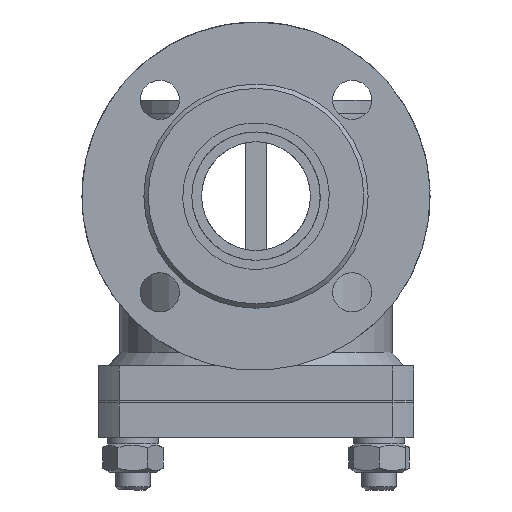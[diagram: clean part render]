
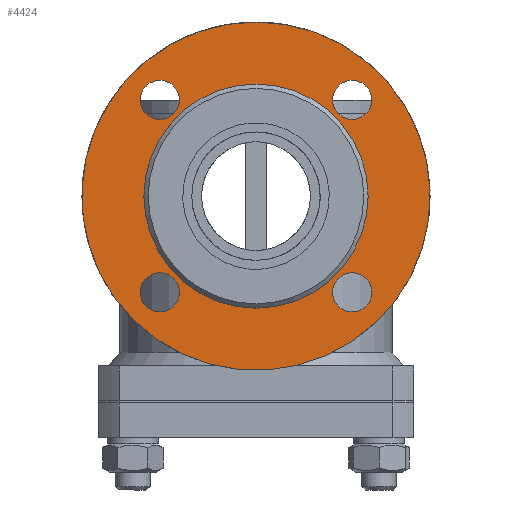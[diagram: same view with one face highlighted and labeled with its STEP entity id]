
A CAD part, left-side view. The second image highlights one B-rep face of the part: STEP entity #4424.
In plain terms, the highlighted face is planar.
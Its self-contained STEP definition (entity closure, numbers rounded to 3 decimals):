
#4258=CARTESIAN_POINT('',(-54.473,23.669,6.5));
#4259=VERTEX_POINT('',#4258);
#4260=CARTESIAN_POINT('',(-56.615,32.41,6.5));
#4261=DIRECTION('',(0.,0.,1.0));
#4262=DIRECTION('',(-0.238,0.971,0.));
#4263=AXIS2_PLACEMENT_3D('',#4260,#4261,#4262);
#4264=CIRCLE('',#4263,9.0);
#4265=EDGE_CURVE('',#4259,#4259,#4264,.T.);
#4286=CARTESIAN_POINT('',(20.494,51.299,6.5));
#4287=VERTEX_POINT('',#4286);
#4288=CARTESIAN_POINT('',(29.236,53.44,6.5));
#4289=DIRECTION('',(0.,0.,1.0));
#4290=DIRECTION('',(0.971,0.238,0.));
#4291=AXIS2_PLACEMENT_3D('',#4288,#4289,#4290);
#4292=CIRCLE('',#4291,9.0);
#4293=EDGE_CURVE('',#4287,#4287,#4292,.T.);
#4314=CARTESIAN_POINT('',(48.124,-23.669,6.5));
#4315=VERTEX_POINT('',#4314);
#4316=CARTESIAN_POINT('',(50.265,-32.41,6.5));
#4317=DIRECTION('',(0.,0.,1.0));
#4318=DIRECTION('',(0.238,-0.971,0.));
#4319=AXIS2_PLACEMENT_3D('',#4316,#4317,#4318);
#4320=CIRCLE('',#4319,9.0);
#4321=EDGE_CURVE('',#4315,#4315,#4320,.T.);
#4342=CARTESIAN_POINT('',(-26.843,-51.299,6.5));
#4343=VERTEX_POINT('',#4342);
#4344=CARTESIAN_POINT('',(-35.585,-53.44,6.5));
#4345=DIRECTION('',(0.,0.,1.0));
#4346=DIRECTION('',(-0.971,-0.238,0.));
#4347=AXIS2_PLACEMENT_3D('',#4344,#4345,#4346);
#4348=CIRCLE('',#4347,9.);
#4349=EDGE_CURVE('',#4343,#4343,#4348,.T.);
#4370=CARTESIAN_POINT('',(-53.196,-12.253,6.5));
#4371=VERTEX_POINT('',#4370);
#4372=CARTESIAN_POINT('',(-3.175,0.,6.5));
#4373=DIRECTION('',(0.,0.,-1.0));
#4374=DIRECTION('',(-0.971,-0.238,0.));
#4375=AXIS2_PLACEMENT_3D('',#4372,#4373,#4374);
#4376=CIRCLE('',#4375,51.5);
#4377=EDGE_CURVE('',#4371,#4371,#4376,.T.);
#4393=CARTESIAN_POINT('',(-67.037,-15.643,6.5));
#4394=DIRECTION('',(0.0,0.0,1.0));
#4395=DIRECTION('',(-0.971,-0.238,0.0));
#4396=AXIS2_PLACEMENT_3D('',#4393,#4394,#4395);
#4397=PLANE('',#4396);
#4398=CARTESIAN_POINT('',(-80.877,-19.034,6.5));
#4399=VERTEX_POINT('',#4398);
#4400=CARTESIAN_POINT('',(-3.175,0.,6.5));
#4401=DIRECTION('',(0.0,0.0,1.0));
#4402=DIRECTION('',(1.0,0.0,0.0));
#4403=AXIS2_PLACEMENT_3D('',#4400,#4401,#4402);
#4404=CIRCLE('',#4403,80.);
#4405=EDGE_CURVE('',#4399,#4399,#4404,.T.);
#4406=ORIENTED_EDGE('',*,*,#4405,.F.);
#4407=EDGE_LOOP('',(#4406));
#4408=FACE_OUTER_BOUND('',#4407,.T.);
#4409=ORIENTED_EDGE('',*,*,#4265,.T.);
#4410=EDGE_LOOP('',(#4409));
#4411=FACE_BOUND('',#4410,.T.);
#4412=ORIENTED_EDGE('',*,*,#4293,.T.);
#4413=EDGE_LOOP('',(#4412));
#4414=FACE_BOUND('',#4413,.T.);
#4415=ORIENTED_EDGE('',*,*,#4321,.T.);
#4416=EDGE_LOOP('',(#4415));
#4417=FACE_BOUND('',#4416,.T.);
#4418=ORIENTED_EDGE('',*,*,#4349,.T.);
#4419=EDGE_LOOP('',(#4418));
#4420=FACE_BOUND('',#4419,.T.);
#4421=ORIENTED_EDGE('',*,*,#4377,.F.);
#4422=EDGE_LOOP('',(#4421));
#4423=FACE_BOUND('',#4422,.T.);
#4424=ADVANCED_FACE('',(#4408,#4411,#4414,#4417,#4420,#4423),#4397,.F.);
